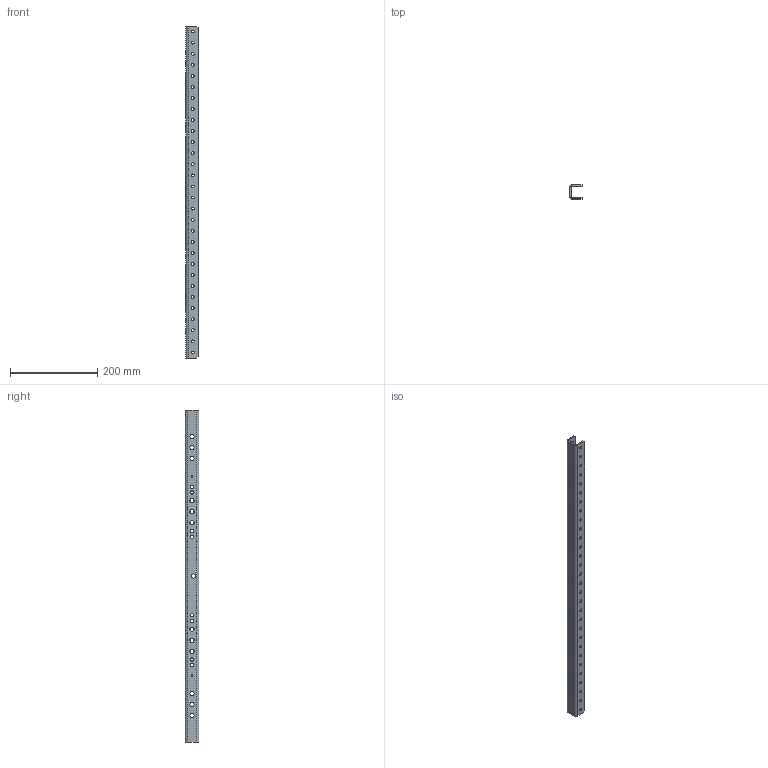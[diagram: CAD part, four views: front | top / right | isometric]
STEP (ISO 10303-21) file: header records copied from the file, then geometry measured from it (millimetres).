
FILE_DESCRIPTION(/* description */ (''),/* implementation_level */ '2;1');
FILE_NAME(/* name */ 'DBK_C-Channel_am-2222.ipt.step',/* time_stamp */ '2014-01-07T10:55:44-08:00',/* author */ ('Autodesk Inc.'),/* organization */ ('Autodesk Inc.'),/* preprocessor_version */ 'ST-DEVELOPER v15.2',/* originating_system */ 'Autodesk Inventor 2014',/* authorisation */ '');
FILE_SCHEMA (('AUTOMOTIVE_DESIGN { 1 0 10303 214 3 1 1 }'));
Length unit declared in the file: inch
Products named in the file (1): DBK_C-Channel_am-2222
Bounding box: 28.57 x 31.75 x 762 mm (x, y, z)
Volume: 178914 mm3; surface area: 123924.3 mm2
Topology: 1 solids, 1 shells, 101 faces, 327 edges, 228 vertices
Faces by surface type: cylinder 87, plane 14
Full cylindrical faces by diameter (mm): 3.175 x2, 6.706 x60, 7.366 x8, 9.601 x13
Entity records: 3412 total; most frequent: DIRECTION 592, CARTESIAN_POINT 514, ORIENTED_EDGE 428, EDGE_LOOP 350, AXIS2_PLACEMENT_3D 276, FACE_BOUND 255, EDGE_CURVE 214, VERTEX_POINT 198
